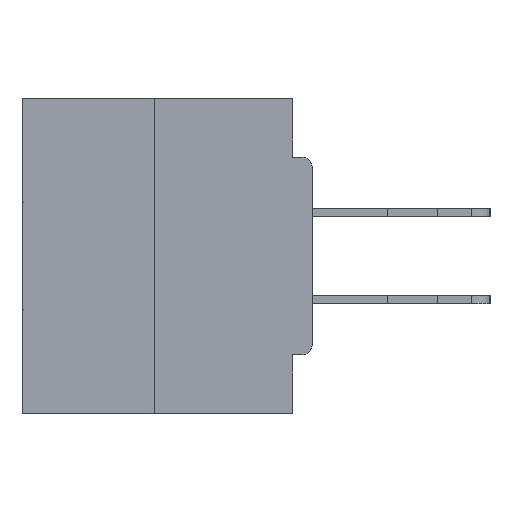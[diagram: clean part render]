
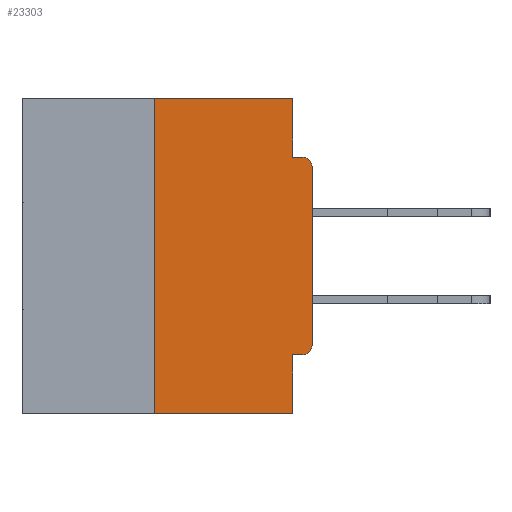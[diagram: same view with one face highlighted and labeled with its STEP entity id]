
A CAD part, left-side view. The second image highlights one B-rep face of the part: STEP entity #23303.
In plain terms, the highlighted planar face has unit normal (-1, 0, 0).
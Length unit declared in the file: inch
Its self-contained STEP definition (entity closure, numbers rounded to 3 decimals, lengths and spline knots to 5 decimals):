
#21 = DIRECTION ( 'NONE',  ( 0., 0., -1. ) ) ;
#468 = CARTESIAN_POINT ( 'NONE',  ( 0., 0.031, 0. ) ) ;
#1195 = CARTESIAN_POINT ( 'NONE',  ( 0., 0.015, -0.0935 ) ) ;
#1221 = EDGE_CURVE ( 'NONE', #13787, #2241, #29685, .T. ) ;
#1636 = VECTOR ( 'NONE', #12542, 39.37008 ) ;
#2047 = VERTEX_POINT ( 'NONE', #11351 ) ;
#2241 = VERTEX_POINT ( 'NONE', #6393 ) ;
#2303 = LINE ( 'NONE', #8650, #20130 ) ;
#3015 = DIRECTION ( 'NONE',  ( 0., -1., 0. ) ) ;
#3492 = CIRCLE ( 'NONE', #18060, 0.015 ) ;
#3636 = EDGE_CURVE ( 'NONE', #4711, #24090, #27636, .T. ) ;
#3974 = CARTESIAN_POINT ( 'NONE',  ( 0., 0.46, 0. ) ) ;
#4434 = VERTEX_POINT ( 'NONE', #27540 ) ;
#4445 = VERTEX_POINT ( 'NONE', #9497 ) ;
#4711 = VERTEX_POINT ( 'NONE', #38061 ) ;
#5832 = VERTEX_POINT ( 'NONE', #28202 ) ;
#6021 = EDGE_CURVE ( 'NONE', #2241, #4434, #23233, .T. ) ;
#6196 = LINE ( 'NONE', #8583, #30741 ) ;
#6393 = CARTESIAN_POINT ( 'NONE',  ( 0., 0.25, 0. ) ) ;
#8305 = EDGE_CURVE ( 'NONE', #32835, #4711, #24442, .T. ) ;
#8583 = CARTESIAN_POINT ( 'NONE',  ( 0., 0., -0.0935 ) ) ;
#8650 = CARTESIAN_POINT ( 'NONE',  ( 0., 0.46, -0.5 ) ) ;
#9135 = FACE_OUTER_BOUND ( 'NONE', #17343, .T. ) ;
#9359 = CIRCLE ( 'NONE', #28364, 0.015 ) ;
#9383 = LINE ( 'NONE', #468, #1636 ) ;
#9497 = CARTESIAN_POINT ( 'NONE',  ( 0., 0., -0.3915 ) ) ;
#10225 = LINE ( 'NONE', #22523, #21231 ) ;
#11351 = CARTESIAN_POINT ( 'NONE',  ( 0., 0., -0.1085 ) ) ;
#12156 = DIRECTION ( 'NONE',  ( 0., 0., -1. ) ) ;
#12261 = ORIENTED_EDGE ( 'NONE', *, *, #14009, .T. ) ;
#12542 = DIRECTION ( 'NONE',  ( 0., 0., -1. ) ) ;
#13787 = VERTEX_POINT ( 'NONE', #24946 ) ;
#14009 = EDGE_CURVE ( 'NONE', #32835, #4445, #9359, .T. ) ;
#14109 = EDGE_CURVE ( 'NONE', #13787, #24090, #2303, .T. ) ;
#16138 = CARTESIAN_POINT ( 'NONE',  ( 0., 0.031, -0.5 ) ) ;
#16605 = VERTEX_POINT ( 'NONE', #1195 ) ;
#16983 = CARTESIAN_POINT ( 'NONE',  ( 0., 0.015, -0.3915 ) ) ;
#17343 = EDGE_LOOP ( 'NONE', ( #37088, #29759, #35790, #38329, #38565, #12261, #23876, #33260, #23660, #34834 ) ) ;
#18060 = AXIS2_PLACEMENT_3D ( 'NONE', #33112, #27353, #27161 ) ;
#18156 = DIRECTION ( 'NONE',  ( 0., -1., 0. ) ) ;
#18326 = CARTESIAN_POINT ( 'NONE',  ( 0., 0.031, -0.5 ) ) ;
#18977 = DIRECTION ( 'NONE',  ( 0., 0., 1. ) ) ;
#20130 = VECTOR ( 'NONE', #18156, 39.37008 ) ;
#20268 = CARTESIAN_POINT ( 'NONE',  ( 0., 0.46, 0. ) ) ;
#20663 = EDGE_CURVE ( 'NONE', #4445, #2047, #10225, .T. ) ;
#20753 = DIRECTION ( 'NONE',  ( 0., 0., 1. ) ) ;
#21231 = VECTOR ( 'NONE', #18977, 39.37008 ) ;
#22044 = CARTESIAN_POINT ( 'NONE',  ( 0., 0., -0.4065 ) ) ;
#22523 = CARTESIAN_POINT ( 'NONE',  ( 0., 0., 0. ) ) ;
#23233 = LINE ( 'NONE', #20268, #33707 ) ;
#23303 = ADVANCED_FACE ( 'NONE', ( #9135 ), #36318, .F. ) ;
#23660 = ORIENTED_EDGE ( 'NONE', *, *, #30585, .F. ) ;
#23876 = ORIENTED_EDGE ( 'NONE', *, *, #20663, .T. ) ;
#23948 = AXIS2_PLACEMENT_3D ( 'NONE', #3974, #27194, #21 ) ;
#24090 = VERTEX_POINT ( 'NONE', #16138 ) ;
#24442 = LINE ( 'NONE', #22044, #30694 ) ;
#24946 = CARTESIAN_POINT ( 'NONE',  ( 0., 0.25, -0.5 ) ) ;
#24947 = CARTESIAN_POINT ( 'NONE',  ( 0., 0.015, -0.4065 ) ) ;
#25695 = EDGE_CURVE ( 'NONE', #4434, #5832, #9383, .T. ) ;
#27083 = CARTESIAN_POINT ( 'NONE',  ( 0., 0.25, 0. ) ) ;
#27161 = DIRECTION ( 'NONE',  ( 0., 0., -1. ) ) ;
#27194 = DIRECTION ( 'NONE',  ( 1., 0., 0. ) ) ;
#27353 = DIRECTION ( 'NONE',  ( -1., 0., 0. ) ) ;
#27540 = CARTESIAN_POINT ( 'NONE',  ( 0., 0.031, 0. ) ) ;
#27636 = LINE ( 'NONE', #18326, #34503 ) ;
#28202 = CARTESIAN_POINT ( 'NONE',  ( 0., 0.031, -0.0935 ) ) ;
#28364 = AXIS2_PLACEMENT_3D ( 'NONE', #16983, #35245, #29105 ) ;
#29093 = VECTOR ( 'NONE', #20753, 39.37008 ) ;
#29105 = DIRECTION ( 'NONE',  ( 0., 0., -1. ) ) ;
#29685 = LINE ( 'NONE', #27083, #29093 ) ;
#29759 = ORIENTED_EDGE ( 'NONE', *, *, #1221, .F. ) ;
#30585 = EDGE_CURVE ( 'NONE', #5832, #16605, #6196, .T. ) ;
#30694 = VECTOR ( 'NONE', #33966, 39.37008 ) ;
#30741 = VECTOR ( 'NONE', #3015, 39.37008 ) ;
#32367 = DIRECTION ( 'NONE',  ( 0., -1., 0. ) ) ;
#32835 = VERTEX_POINT ( 'NONE', #24947 ) ;
#33112 = CARTESIAN_POINT ( 'NONE',  ( 0., 0.015, -0.1085 ) ) ;
#33260 = ORIENTED_EDGE ( 'NONE', *, *, #34563, .T. ) ;
#33707 = VECTOR ( 'NONE', #32367, 39.37008 ) ;
#33966 = DIRECTION ( 'NONE',  ( 0., 1., 0. ) ) ;
#34503 = VECTOR ( 'NONE', #12156, 39.37008 ) ;
#34563 = EDGE_CURVE ( 'NONE', #2047, #16605, #3492, .T. ) ;
#34834 = ORIENTED_EDGE ( 'NONE', *, *, #25695, .F. ) ;
#35245 = DIRECTION ( 'NONE',  ( -1., 0., 0. ) ) ;
#35790 = ORIENTED_EDGE ( 'NONE', *, *, #14109, .T. ) ;
#36318 = PLANE ( 'NONE',  #23948 ) ;
#37088 = ORIENTED_EDGE ( 'NONE', *, *, #6021, .F. ) ;
#38061 = CARTESIAN_POINT ( 'NONE',  ( 0., 0.031, -0.4065 ) ) ;
#38329 = ORIENTED_EDGE ( 'NONE', *, *, #3636, .F. ) ;
#38565 = ORIENTED_EDGE ( 'NONE', *, *, #8305, .F. ) ;
